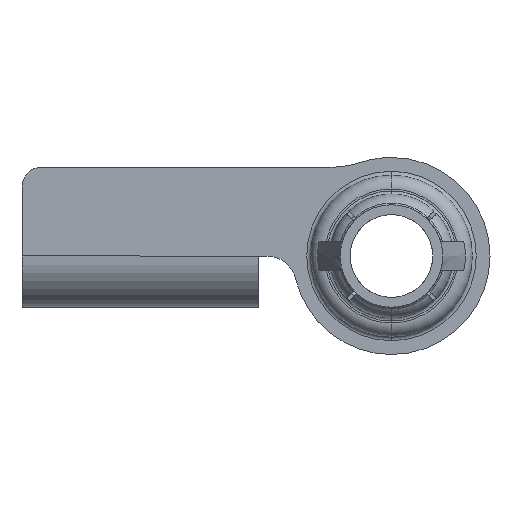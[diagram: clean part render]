
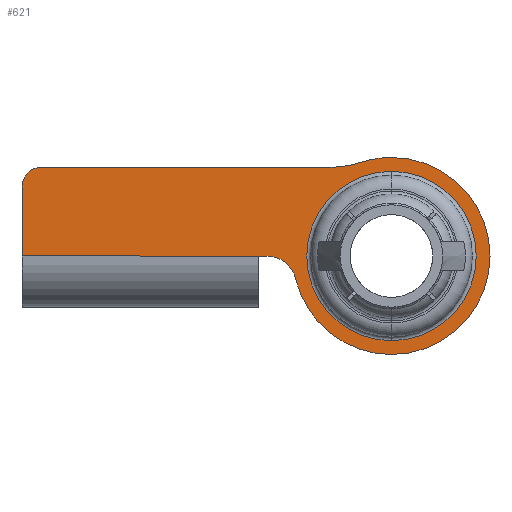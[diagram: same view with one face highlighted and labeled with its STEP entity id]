
A CAD part, front view. The second image highlights one B-rep face of the part: STEP entity #621.
In plain terms, the highlighted planar face has unit normal (0, -1, 0).
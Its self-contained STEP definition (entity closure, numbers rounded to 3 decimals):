
#78 = AXIS2_PLACEMENT_3D ( 'NONE', #4845, #4846, #4847 ) ;
#113 = AXIS2_PLACEMENT_3D ( 'NONE', #4979, #4986, #4987 ) ;
#117 = VECTOR ( 'NONE', #4878, 1000. ) ;
#135 = VECTOR ( 'NONE', #4863, 1000. ) ;
#160 = VECTOR ( 'NONE', #4780, 1000. ) ;
#161 = AXIS2_PLACEMENT_3D ( 'NONE', #4929, #4933, #4934 ) ;
#621 = ADVANCED_FACE ( 'NONE', ( #3903, #3899 ), #1647, .F. ) ;
#628 = EDGE_CURVE ( 'NONE', #3207, #2775, #2629, .T. ) ;
#629 = EDGE_CURVE ( 'NONE', #3462, #3574, #2528, .T. ) ;
#664 = EDGE_CURVE ( 'NONE', #3027, #3047, #2490, .T. ) ;
#699 = EDGE_CURVE ( 'NONE', #2775, #3207, #2421, .T. ) ;
#726 = EDGE_CURVE ( 'NONE', #2829, #3228, #2472, .T. ) ;
#743 = EDGE_CURVE ( 'NONE', #2967, #3222, #4481, .T. ) ;
#827 = EDGE_CURVE ( 'NONE', #3222, #3462, #4778, .T. ) ;
#844 = EDGE_CURVE ( 'NONE', #2806, #3027, #2409, .T. ) ;
#849 = EDGE_CURVE ( 'NONE', #3047, #2967, #4861, .T. ) ;
#854 = EDGE_CURVE ( 'NONE', #3574, #2829, #4876, .T. ) ;
#1647 = PLANE ( 'NONE',  #3898 ) ;
#1651 = CARTESIAN_POINT ( 'NONE',  ( 5., -0.5, 0. ) ) ;
#1652 = DIRECTION ( 'NONE',  ( 0., 1., 0. ) ) ;
#1653 = DIRECTION ( 'NONE',  ( 0., 0., 1. ) ) ;
#1672 = CARTESIAN_POINT ( 'NONE',  ( 0., -0.5, 0. ) ) ;
#1673 = DIRECTION ( 'NONE',  ( 0., 1., 0. ) ) ;
#1674 = DIRECTION ( 'NONE',  ( 0., 0., 1. ) ) ;
#1675 = CARTESIAN_POINT ( 'NONE',  ( -17.75, -0.5, 3.5 ) ) ;
#1676 = DIRECTION ( 'NONE',  ( 0., 1., 0. ) ) ;
#1677 = DIRECTION ( 'NONE',  ( 0., 0., 1. ) ) ;
#1800 = CARTESIAN_POINT ( 'NONE',  ( -6.325, -0.5, -1.5 ) ) ;
#1801 = DIRECTION ( 'NONE',  ( 0., -1., 0. ) ) ;
#1802 = DIRECTION ( 'NONE',  ( 0., 0., 1. ) ) ;
#1920 = CARTESIAN_POINT ( 'NONE',  ( 0., -0.5, 0. ) ) ;
#1921 = DIRECTION ( 'NONE',  ( 0., 1., 0. ) ) ;
#1922 = DIRECTION ( 'NONE',  ( 0., 0., 1. ) ) ;
#2005 = CARTESIAN_POINT ( 'NONE',  ( -3.122, -0.5, 9.5 ) ) ;
#2006 = DIRECTION ( 'NONE',  ( 0., -1., 0. ) ) ;
#2007 = DIRECTION ( 'NONE',  ( 0., 0., -1. ) ) ;
#2226 = CIRCLE ( 'NONE', #161, 5. ) ;
#2275 = CIRCLE ( 'NONE', #113, 5. ) ;
#2409 = CIRCLE ( 'NONE', #78, 5. ) ;
#2421 = CIRCLE ( 'NONE', #3928, 4.3 ) ;
#2472 = CIRCLE ( 'NONE', #3861, 5. ) ;
#2490 = CIRCLE ( 'NONE', #3993, 1.5 ) ;
#2528 = CIRCLE ( 'NONE', #3870, 1. ) ;
#2536 = EDGE_CURVE ( 'NONE', #3228, #3347, #2226, .T. ) ;
#2607 = EDGE_CURVE ( 'NONE', #3347, #2806, #2275, .T. ) ;
#2629 = CIRCLE ( 'NONE', #3873, 4.3 ) ;
#2775 = VERTEX_POINT ( 'NONE', #5061 ) ;
#2806 = VERTEX_POINT ( 'NONE', #5068 ) ;
#2829 = VERTEX_POINT ( 'NONE', #5075 ) ;
#2967 = VERTEX_POINT ( 'NONE', #5118 ) ;
#3027 = VERTEX_POINT ( 'NONE', #5135 ) ;
#3047 = VERTEX_POINT ( 'NONE', #5137 ) ;
#3157 = EDGE_LOOP ( 'NONE', ( #4345, #4263, #4433, #4424, #4383, #4308, #4451, #4295, #4409, #4412 ) ) ;
#3207 = VERTEX_POINT ( 'NONE', #5181 ) ;
#3222 = VERTEX_POINT ( 'NONE', #5188 ) ;
#3228 = VERTEX_POINT ( 'NONE', #5190 ) ;
#3347 = VERTEX_POINT ( 'NONE', #5225 ) ;
#3362 = EDGE_LOOP ( 'NONE', ( #4431, #4251 ) ) ;
#3462 = VERTEX_POINT ( 'NONE', #5254 ) ;
#3574 = VERTEX_POINT ( 'NONE', #5285 ) ;
#3825 = VECTOR ( 'NONE', #4483, 1000. ) ;
#3861 = AXIS2_PLACEMENT_3D ( 'NONE', #2005, #2006, #2007 ) ;
#3870 = AXIS2_PLACEMENT_3D ( 'NONE', #1675, #1676, #1677 ) ;
#3873 = AXIS2_PLACEMENT_3D ( 'NONE', #1672, #1673, #1674 ) ;
#3898 = AXIS2_PLACEMENT_3D ( 'NONE', #1651, #1652, #1653 ) ;
#3899 = FACE_BOUND ( 'NONE', #3362, .T. ) ;
#3903 = FACE_OUTER_BOUND ( 'NONE', #3157, .T. ) ;
#3928 = AXIS2_PLACEMENT_3D ( 'NONE', #1920, #1921, #1922 ) ;
#3993 = AXIS2_PLACEMENT_3D ( 'NONE', #1800, #1801, #1802 ) ;
#4251 = ORIENTED_EDGE ( 'NONE', *, *, #628, .T. ) ;
#4263 = ORIENTED_EDGE ( 'NONE', *, *, #726, .F. ) ;
#4295 = ORIENTED_EDGE ( 'NONE', *, *, #664, .F. ) ;
#4308 = ORIENTED_EDGE ( 'NONE', *, *, #743, .F. ) ;
#4345 = ORIENTED_EDGE ( 'NONE', *, *, #2536, .F. ) ;
#4383 = ORIENTED_EDGE ( 'NONE', *, *, #827, .F. ) ;
#4409 = ORIENTED_EDGE ( 'NONE', *, *, #844, .F. ) ;
#4412 = ORIENTED_EDGE ( 'NONE', *, *, #2607, .F. ) ;
#4424 = ORIENTED_EDGE ( 'NONE', *, *, #629, .F. ) ;
#4431 = ORIENTED_EDGE ( 'NONE', *, *, #699, .T. ) ;
#4433 = ORIENTED_EDGE ( 'NONE', *, *, #854, .F. ) ;
#4451 = ORIENTED_EDGE ( 'NONE', *, *, #849, .F. ) ;
#4481 = LINE ( 'NONE', #4482, #3825 ) ;
#4482 = CARTESIAN_POINT ( 'NONE',  ( -6.75, -0.5, 0. ) ) ;
#4483 = DIRECTION ( 'NONE',  ( -1., 0., 0. ) ) ;
#4778 = LINE ( 'NONE', #4779, #160 ) ;
#4779 = CARTESIAN_POINT ( 'NONE',  ( -18.75, -0.5, 0. ) ) ;
#4780 = DIRECTION ( 'NONE',  ( 0., 0., 1. ) ) ;
#4845 = CARTESIAN_POINT ( 'NONE',  ( 0., -0.5, 0. ) ) ;
#4846 = DIRECTION ( 'NONE',  ( 0., 1., 0. ) ) ;
#4847 = DIRECTION ( 'NONE',  ( 0., 0., 1. ) ) ;
#4861 = LINE ( 'NONE', #4862, #135 ) ;
#4862 = CARTESIAN_POINT ( 'NONE',  ( -6.325, -0.5, 0. ) ) ;
#4863 = DIRECTION ( 'NONE',  ( -1., 0., 0. ) ) ;
#4876 = LINE ( 'NONE', #4877, #117 ) ;
#4877 = CARTESIAN_POINT ( 'NONE',  ( -17.75, -0.5, 4.5 ) ) ;
#4878 = DIRECTION ( 'NONE',  ( 1., 0., 0. ) ) ;
#4929 = CARTESIAN_POINT ( 'NONE',  ( 0., -0.5, 0. ) ) ;
#4933 = DIRECTION ( 'NONE',  ( 0., 1., 0. ) ) ;
#4934 = DIRECTION ( 'NONE',  ( 0., 0., 1. ) ) ;
#4979 = CARTESIAN_POINT ( 'NONE',  ( 0., -0.5, 0. ) ) ;
#4986 = DIRECTION ( 'NONE',  ( 0., 1., 0. ) ) ;
#4987 = DIRECTION ( 'NONE',  ( 0., 0., 1. ) ) ;
#5061 = CARTESIAN_POINT ( 'NONE',  ( 0., -0.5, 4.3 ) ) ;
#5068 = CARTESIAN_POINT ( 'NONE',  ( 0., -0.5, -5. ) ) ;
#5075 = CARTESIAN_POINT ( 'NONE',  ( -3.122, -0.5, 4.5 ) ) ;
#5118 = CARTESIAN_POINT ( 'NONE',  ( -6.75, -0.5, 0. ) ) ;
#5135 = CARTESIAN_POINT ( 'NONE',  ( -4.865, -0.5, -1.154 ) ) ;
#5137 = CARTESIAN_POINT ( 'NONE',  ( -6.325, -0.5, 0. ) ) ;
#5181 = CARTESIAN_POINT ( 'NONE',  ( 0., -0.5, -4.3 ) ) ;
#5188 = CARTESIAN_POINT ( 'NONE',  ( -18.75, -0.5, 0. ) ) ;
#5190 = CARTESIAN_POINT ( 'NONE',  ( -1.561, -0.5, 4.75 ) ) ;
#5225 = CARTESIAN_POINT ( 'NONE',  ( 0., -0.5, 5. ) ) ;
#5254 = CARTESIAN_POINT ( 'NONE',  ( -18.75, -0.5, 3.5 ) ) ;
#5285 = CARTESIAN_POINT ( 'NONE',  ( -17.75, -0.5, 4.5 ) ) ;
